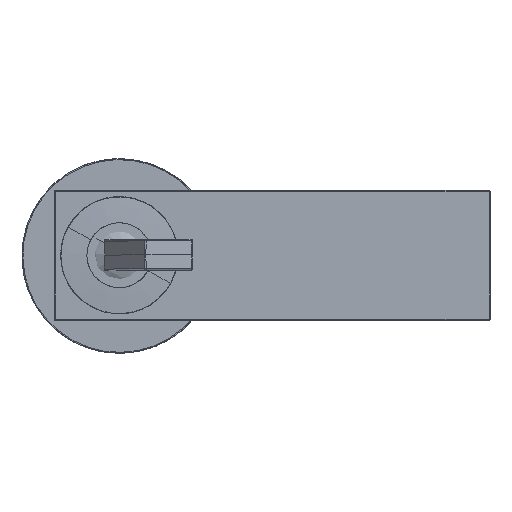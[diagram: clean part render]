
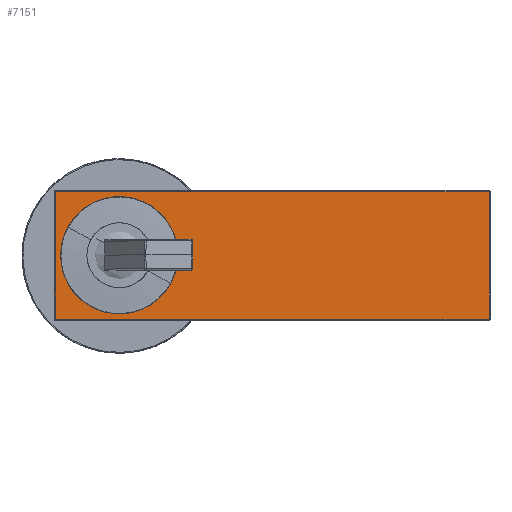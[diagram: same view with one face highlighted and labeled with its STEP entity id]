
A CAD part, top view. The second image highlights one B-rep face of the part: STEP entity #7151.
In plain terms, the highlighted planar face has unit normal (0, 0, 1).
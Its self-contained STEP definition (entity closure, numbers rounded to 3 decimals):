
#5446=CARTESIAN_POINT(' ',(-20.7,20.7,140.));
#5447=VERTEX_POINT(' ',#5446);
#5461=CARTESIAN_POINT(' ',(-20.7,20.7,140.));
#5466=DIRECTION(' ',(1.,0.,0.));
#5471=VECTOR(' ',#5466,1.);
#5476=LINE('',#5461,#5471);
#5481=CARTESIAN_POINT(' ',(119.7,20.7,140.));
#5482=VERTEX_POINT(' ',#5481);
#5486=EDGE_CURVE(' ',#5447,#5482,#5476,.T.);
#5616=CARTESIAN_POINT(' ',(119.7,20.7,140.));
#5621=DIRECTION(' ',(0.,-1.,0.));
#5626=VECTOR(' ',#5621,1.);
#5631=LINE('',#5616,#5626);
#5636=CARTESIAN_POINT(' ',(119.7,-20.7,140.));
#5637=VERTEX_POINT(' ',#5636);
#5641=EDGE_CURVE(' ',#5482,#5637,#5631,.T.);
#5856=CARTESIAN_POINT(' ',(-20.7,-20.7,140.));
#5861=DIRECTION(' ',(1.,0.,0.));
#5866=VECTOR(' ',#5861,1.);
#5871=LINE('',#5856,#5866);
#5876=CARTESIAN_POINT(' ',(-20.7,-20.7,140.));
#5877=VERTEX_POINT(' ',#5876);
#5881=EDGE_CURVE(' ',#5877,#5637,#5871,.T.);
#6901=DIRECTION(' ',(0.,0.,1.));
#6906=CARTESIAN_POINT(' ',(-20.7,-20.7,140.));
#6911=DIRECTION(' ',(1.,0.,0.));
#6916=AXIS2_PLACEMENT_3D(' ',#6906,#6901,#6911);
#6921=PLANE('',#6916);
#6926=ORIENTED_EDGE(' ',*,*,#5641,.F.);
#6931=ORIENTED_EDGE(' ',*,*,#5486,.F.);
#6936=CARTESIAN_POINT(' ',(-20.7,20.7,140.));
#6941=DIRECTION(' ',(0.,-1.,0.));
#6946=VECTOR(' ',#6941,1.);
#6951=LINE('',#6936,#6946);
#6956=EDGE_CURVE(' ',#5447,#5877,#6951,.T.);
#6961=ORIENTED_EDGE(' ',*,*,#6956,.T.);
#6966=ORIENTED_EDGE(' ',*,*,#5881,.T.);
#6971=EDGE_LOOP(' ',(#6926,#6931,#6961,#6966));
#6976=FACE_OUTER_BOUND(' ',#6971,.T.);
#6981=CARTESIAN_POINT(' ',(0.,0.,140.));
#6986=DIRECTION(' ',(0.,0.,1.));
#6991=DIRECTION(' ',(1.,0.,0.));
#6996=AXIS2_PLACEMENT_3D(' ',#6981,#6986,#6991);
#7001=CIRCLE('',#6996,19.);
#7006=CARTESIAN_POINT(' ',(19.,0.,140.));
#7007=VERTEX_POINT(' ',#7006);
#7011=CARTESIAN_POINT(' ',(16.674,9.109,140.));
#7012=VERTEX_POINT(' ',#7011);
#7016=EDGE_CURVE(' ',#7007,#7012,#7001,.T.);
#7021=ORIENTED_EDGE(' ',*,*,#7016,.F.);
#7026=CARTESIAN_POINT(' ',(0.,0.,140.));
#7031=DIRECTION(' ',(-0.,0.,-1.));
#7036=DIRECTION(' ',(1.,0.,0.));
#7041=AXIS2_PLACEMENT_3D(' ',#7026,#7031,#7036);
#7046=CIRCLE('',#7041,19.);
#7051=CARTESIAN_POINT(' ',(16.674,-9.109,140.));
#7052=VERTEX_POINT(' ',#7051);
#7056=EDGE_CURVE(' ',#7007,#7052,#7046,.T.);
#7061=ORIENTED_EDGE(' ',*,*,#7056,.T.);
#7066=CARTESIAN_POINT(' ',(0.,0.,140.));
#7071=DIRECTION(' ',(0.,0.,-1.));
#7076=DIRECTION(' ',(0.878,-0.479,0.));
#7081=AXIS2_PLACEMENT_3D(' ',#7066,#7071,#7076);
#7086=CIRCLE('',#7081,19.);
#7091=CARTESIAN_POINT(' ',(-19.,0.,140.));
#7092=VERTEX_POINT(' ',#7091);
#7096=EDGE_CURVE(' ',#7052,#7092,#7086,.T.);
#7101=ORIENTED_EDGE(' ',*,*,#7096,.T.);
#7106=CARTESIAN_POINT(' ',(0.,0.,140.));
#7111=DIRECTION(' ',(0.,0.,1.));
#7116=DIRECTION(' ',(0.878,0.479,0.));
#7121=AXIS2_PLACEMENT_3D(' ',#7106,#7111,#7116);
#7126=CIRCLE('',#7121,19.);
#7131=EDGE_CURVE(' ',#7012,#7092,#7126,.T.);
#7136=ORIENTED_EDGE(' ',*,*,#7131,.F.);
#7141=EDGE_LOOP(' ',(#7021,#7061,#7101,#7136));
#7146=FACE_BOUND(' ',#7141,.T.);
#7151=ADVANCED_FACE('',(#6976,#7146),#6921,.T.);
